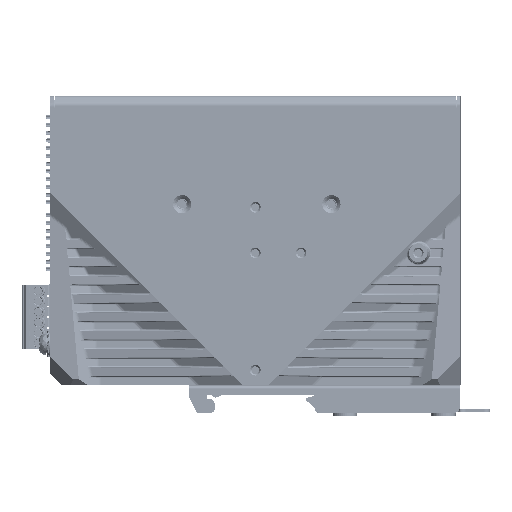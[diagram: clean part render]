
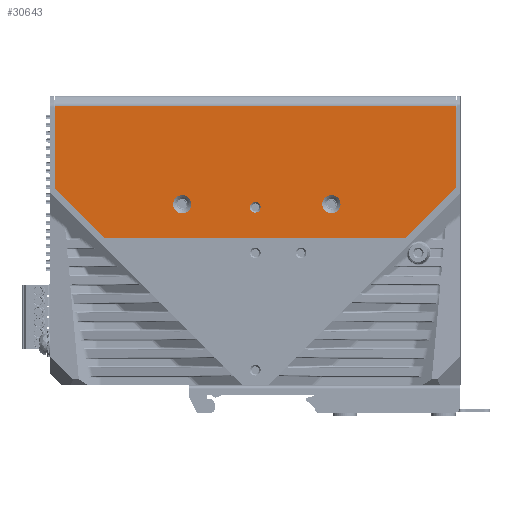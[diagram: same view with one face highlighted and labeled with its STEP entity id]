
A CAD part, left-side view. The second image highlights one B-rep face of the part: STEP entity #30643.
In plain terms, the highlighted planar face has unit normal (-1, 0, 0).
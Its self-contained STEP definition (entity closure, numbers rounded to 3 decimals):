
#20814=DIRECTION('',(0.,0.,1.));
#20815=VECTOR('',#20814,27.137);
#20816=CARTESIAN_POINT('',(-17.975,65.8,17.226));
#20817=LINE('',#20816,#20815);
#20834=DIRECTION('',(0.,-1.,0.));
#20835=VECTOR('',#20834,99.249);
#20836=CARTESIAN_POINT('',(-17.975,49.624,1.05));
#20837=LINE('',#20836,#20835);
#20850=DIRECTION('',(0.,-0.707,-0.707));
#20851=VECTOR('',#20850,22.876);
#20852=CARTESIAN_POINT('',(-17.975,65.8,17.226));
#20853=LINE('',#20852,#20851);
#20854=DIRECTION('',(0.,-0.707,0.707));
#20855=VECTOR('',#20854,23.159);
#20856=CARTESIAN_POINT('',(-17.975,-49.624,1.05));
#20857=LINE('',#20856,#20855);
#20858=CARTESIAN_POINT('',(-17.975,24.,12.));
#20859=DIRECTION('',(1.,0.,0.));
#20860=DIRECTION('',(0.,0.,-1.));
#20861=AXIS2_PLACEMENT_3D('',#20858,#20859,#20860);
#20863=CARTESIAN_POINT('',(-17.975,24.,12.));
#20864=DIRECTION('',(1.,0.,0.));
#20865=DIRECTION('',(0.,0.,1.));
#20866=AXIS2_PLACEMENT_3D('',#20863,#20864,#20865);
#20868=CARTESIAN_POINT('',(-17.975,-25.,12.));
#20869=DIRECTION('',(1.,0.,0.));
#20870=DIRECTION('',(0.,0.,-1.));
#20871=AXIS2_PLACEMENT_3D('',#20868,#20869,#20870);
#20873=CARTESIAN_POINT('',(-17.975,-25.,12.));
#20874=DIRECTION('',(1.,0.,0.));
#20875=DIRECTION('',(0.,0.,1.));
#20876=AXIS2_PLACEMENT_3D('',#20873,#20874,#20875);
#20878=CARTESIAN_POINT('',(-17.975,0.,11.));
#20879=DIRECTION('',(1.,0.,0.));
#20880=DIRECTION('',(0.,0.,1.));
#20881=AXIS2_PLACEMENT_3D('',#20878,#20879,#20880);
#20883=CARTESIAN_POINT('',(-17.975,0.,11.));
#20884=DIRECTION('',(1.,0.,0.));
#20885=DIRECTION('',(0.,0.,-1.));
#20886=AXIS2_PLACEMENT_3D('',#20883,#20884,#20885);
#20896=DIRECTION('',(0.,1.,0.));
#20897=VECTOR('',#20896,131.8);
#20898=CARTESIAN_POINT('',(-17.975,-66.,44.362));
#20899=LINE('',#20898,#20897);
#20913=DIRECTION('',(0.,0.,1.));
#20914=VECTOR('',#20913,26.937);
#20915=CARTESIAN_POINT('',(-17.975,-66.,17.426));
#20916=LINE('',#20915,#20914);
#26412=CARTESIAN_POINT('',(-17.975,24.,
15.));
#26414=VERTEX_POINT('',#26412);
#26417=CARTESIAN_POINT('',(-17.975,24.,9.));
#26419=VERTEX_POINT('',#26417);
#26420=CARTESIAN_POINT('',(-17.975,-25.,
15.));
#26422=VERTEX_POINT('',#26420);
#26425=CARTESIAN_POINT('',(-17.975,-25.,9.));
#26427=VERTEX_POINT('',#26425);
#27583=CARTESIAN_POINT('',(-17.975,49.624,1.05));
#27584=CARTESIAN_POINT('',(-17.975,-49.624,1.05));
#27585=VERTEX_POINT('',#27583);
#27586=VERTEX_POINT('',#27584);
#27587=CARTESIAN_POINT('',(-17.975,65.8,17.226));
#27588=VERTEX_POINT('',#27587);
#27589=CARTESIAN_POINT('',(-17.975,65.8,44.362));
#27590=VERTEX_POINT('',#27589);
#27591=CARTESIAN_POINT('',(-17.975,-66.,44.362));
#27592=VERTEX_POINT('',#27591);
#27593=CARTESIAN_POINT('',(-17.975,-66.,17.426));
#27594=VERTEX_POINT('',#27593);
#27595=CARTESIAN_POINT('',(-17.975,0.,12.75));
#27596=CARTESIAN_POINT('',(-17.975,0.,9.25));
#27597=VERTEX_POINT('',#27595);
#27598=VERTEX_POINT('',#27596);
#30608=CARTESIAN_POINT('',(-17.975,-0.1,22.706));
#30609=DIRECTION('',(1.,0.,0.));
#30610=DIRECTION('',(0.,1.,0.));
#30611=AXIS2_PLACEMENT_3D('',#30608,#30609,#30610);
#30612=PLANE('',#30611);
#30613=ORIENTED_EDGE('',*,*,#30591,.F.);
#30615=ORIENTED_EDGE('',*,*,#30614,.F.);
#30616=ORIENTED_EDGE('',*,*,#30543,.T.);
#30618=ORIENTED_EDGE('',*,*,#30617,.F.);
#30620=ORIENTED_EDGE('',*,*,#30619,.F.);
#30622=ORIENTED_EDGE('',*,*,#30621,.F.);
#30623=EDGE_LOOP('',(#30613,#30615,#30616,#30618,#30620,#30622));
#30624=FACE_OUTER_BOUND('',#30623,.F.);
#30626=ORIENTED_EDGE('',*,*,#30625,.F.);
#30628=ORIENTED_EDGE('',*,*,#30627,.F.);
#30629=EDGE_LOOP('',(#30626,#30628));
#30630=FACE_BOUND('',#30629,.F.);
#30632=ORIENTED_EDGE('',*,*,#30631,.F.);
#30634=ORIENTED_EDGE('',*,*,#30633,.F.);
#30635=EDGE_LOOP('',(#30632,#30634));
#30636=FACE_BOUND('',#30635,.F.);
#30638=ORIENTED_EDGE('',*,*,#30637,.F.);
#30640=ORIENTED_EDGE('',*,*,#30639,.F.);
#30641=EDGE_LOOP('',(#30638,#30640));
#30642=FACE_BOUND('',#30641,.F.);
#20862=CIRCLE('',#20861,3.);
#20867=CIRCLE('',#20866,3.);
#20872=CIRCLE('',#20871,3.);
#20877=CIRCLE('',#20876,3.);
#20882=CIRCLE('',#20881,1.75);
#20887=CIRCLE('',#20886,1.75);
#30543=EDGE_CURVE('',#27588,#27590,#20817,.T.);
#30591=EDGE_CURVE('',#27585,#27586,#20837,.T.);
#30614=EDGE_CURVE('',#27588,#27585,#20853,.T.);
#30617=EDGE_CURVE('',#27592,#27590,#20899,.T.);
#30619=EDGE_CURVE('',#27594,#27592,#20916,.T.);
#30621=EDGE_CURVE('',#27586,#27594,#20857,.T.);
#30625=EDGE_CURVE('',#26419,#26414,#20862,.T.);
#30627=EDGE_CURVE('',#26414,#26419,#20867,.T.);
#30631=EDGE_CURVE('',#26427,#26422,#20872,.T.);
#30633=EDGE_CURVE('',#26422,#26427,#20877,.T.);
#30637=EDGE_CURVE('',#27597,#27598,#20882,.T.);
#30639=EDGE_CURVE('',#27598,#27597,#20887,.T.);
#30643=ADVANCED_FACE('',(#30624,#30630,#30636,#30642),#30612,.F.);
